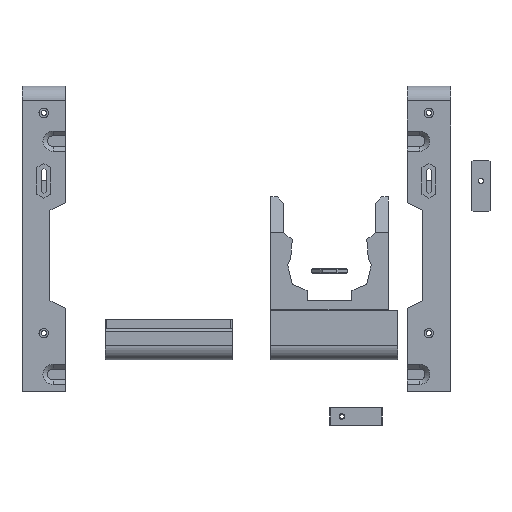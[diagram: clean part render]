
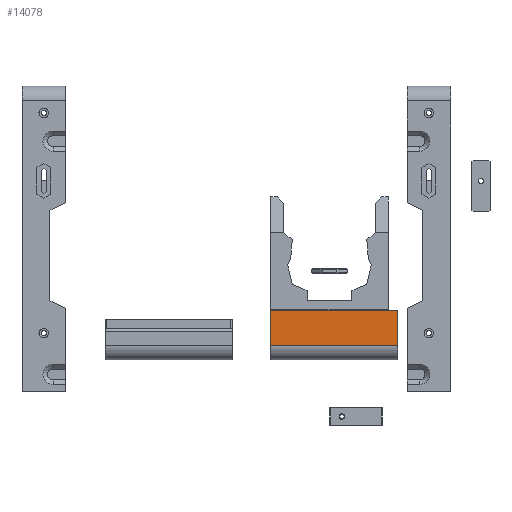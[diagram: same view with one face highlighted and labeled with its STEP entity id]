
A CAD part, front view. The second image highlights one B-rep face of the part: STEP entity #14078.
In plain terms, the highlighted planar face has unit normal (0, -1, 0).
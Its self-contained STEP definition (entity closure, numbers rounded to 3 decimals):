
#11434 = PLANE('',#11435);
#11435 = AXIS2_PLACEMENT_3D('',#11436,#11437,#11438);
#11436 = CARTESIAN_POINT('',(-38.,-12.349,
    -24.692));
#11437 = DIRECTION('',(1.,0.,0.));
#11438 = DIRECTION('',(0.,0.,1.));
#11462 = CYLINDRICAL_SURFACE('',#11463,9.5);
#11463 = AXIS2_PLACEMENT_3D('',#11464,#11465,#11466);
#11464 = CARTESIAN_POINT('',(-38.,-31.8,-26.233)
  );
#11465 = DIRECTION('',(-1.,0.,0.));
#11466 = DIRECTION('',(0.,-1.,0.));
#11490 = PLANE('',#11491);
#11491 = AXIS2_PLACEMENT_3D('',#11492,#11493,#11494);
#11492 = CARTESIAN_POINT('',(44.,-12.349,
    -24.692));
#11493 = DIRECTION('',(1.,0.,0.));
#11494 = DIRECTION('',(0.,0.,1.));
#11939 = VERTEX_POINT('',#11940);
#11940 = CARTESIAN_POINT('',(-38.,-41.3,-3.577)
  );
#11954 = PLANE('',#11955);
#11955 = AXIS2_PLACEMENT_3D('',#11956,#11957,#11958);
#11956 = CARTESIAN_POINT('',(-38.,-39.3,
    -3.577));
#11957 = DIRECTION('',(0.,0.,-1.));
#11958 = DIRECTION('',(0.,-1.,0.));
#11966 = EDGE_CURVE('',#11939,#11967,#11969,.T.);
#11967 = VERTEX_POINT('',#11968);
#11968 = CARTESIAN_POINT('',(-38.,-41.3,-26.233)
  );
#11969 = SURFACE_CURVE('',#11970,(#11974,#11981),.PCURVE_S1.);
#11970 = LINE('',#11971,#11972);
#11971 = CARTESIAN_POINT('',(-38.,-41.3,
    -3.577));
#11972 = VECTOR('',#11973,1.);
#11973 = DIRECTION('',(0.,0.,-1.));
#11974 = PCURVE('',#11434,#11975);
#11975 = DEFINITIONAL_REPRESENTATION('',(#11976),#11980);
#11976 = LINE('',#11977,#11978);
#11977 = CARTESIAN_POINT('',(21.115,28.951));
#11978 = VECTOR('',#11979,1.);
#11979 = DIRECTION('',(-1.,0.));
#11980 = ( GEOMETRIC_REPRESENTATION_CONTEXT(2) 
PARAMETRIC_REPRESENTATION_CONTEXT() REPRESENTATION_CONTEXT('2D SPACE',''
  ) );
#11981 = PCURVE('',#11982,#11987);
#11982 = PLANE('',#11983);
#11983 = AXIS2_PLACEMENT_3D('',#11984,#11985,#11986);
#11984 = CARTESIAN_POINT('',(-38.,-41.3,
    -3.577));
#11985 = DIRECTION('',(0.,1.,0.));
#11986 = DIRECTION('',(0.,0.,-1.));
#11987 = DEFINITIONAL_REPRESENTATION('',(#11988),#11992);
#11988 = LINE('',#11989,#11990);
#11989 = CARTESIAN_POINT('',(0.,0.));
#11990 = VECTOR('',#11991,1.);
#11991 = DIRECTION('',(1.,0.));
#11992 = ( GEOMETRIC_REPRESENTATION_CONTEXT(2) 
PARAMETRIC_REPRESENTATION_CONTEXT() REPRESENTATION_CONTEXT('2D SPACE',''
  ) );
#12269 = VERTEX_POINT('',#12270);
#12270 = CARTESIAN_POINT('',(44.,-41.3,
    -26.233));
#12378 = VERTEX_POINT('',#12379);
#12379 = CARTESIAN_POINT('',(44.,-41.3,
    -3.577));
#12400 = EDGE_CURVE('',#12378,#12269,#12401,.T.);
#12401 = SURFACE_CURVE('',#12402,(#12406,#12413),.PCURVE_S1.);
#12402 = LINE('',#12403,#12404);
#12403 = CARTESIAN_POINT('',(44.,-41.3,
    -3.577));
#12404 = VECTOR('',#12405,1.);
#12405 = DIRECTION('',(0.,0.,-1.));
#12406 = PCURVE('',#11490,#12407);
#12407 = DEFINITIONAL_REPRESENTATION('',(#12408),#12412);
#12408 = LINE('',#12409,#12410);
#12409 = CARTESIAN_POINT('',(21.115,28.951));
#12410 = VECTOR('',#12411,1.);
#12411 = DIRECTION('',(-1.,0.));
#12412 = ( GEOMETRIC_REPRESENTATION_CONTEXT(2) 
PARAMETRIC_REPRESENTATION_CONTEXT() REPRESENTATION_CONTEXT('2D SPACE',''
  ) );
#12413 = PCURVE('',#11982,#12414);
#12414 = DEFINITIONAL_REPRESENTATION('',(#12415),#12419);
#12415 = LINE('',#12416,#12417);
#12416 = CARTESIAN_POINT('',(0.,-82.));
#12417 = VECTOR('',#12418,1.);
#12418 = DIRECTION('',(1.,0.));
#12419 = ( GEOMETRIC_REPRESENTATION_CONTEXT(2) 
PARAMETRIC_REPRESENTATION_CONTEXT() REPRESENTATION_CONTEXT('2D SPACE',''
  ) );
#12426 = EDGE_CURVE('',#11967,#12269,#12427,.T.);
#12427 = SURFACE_CURVE('',#12428,(#12432,#12439),.PCURVE_S1.);
#12428 = LINE('',#12429,#12430);
#12429 = CARTESIAN_POINT('',(-38.,-41.3,-26.233)
  );
#12430 = VECTOR('',#12431,1.);
#12431 = DIRECTION('',(1.,0.,0.));
#12432 = PCURVE('',#11462,#12433);
#12433 = DEFINITIONAL_REPRESENTATION('',(#12434),#12438);
#12434 = LINE('',#12435,#12436);
#12435 = CARTESIAN_POINT('',(6.283,0.));
#12436 = VECTOR('',#12437,1.);
#12437 = DIRECTION('',(0.,-1.));
#12438 = ( GEOMETRIC_REPRESENTATION_CONTEXT(2) 
PARAMETRIC_REPRESENTATION_CONTEXT() REPRESENTATION_CONTEXT('2D SPACE',''
  ) );
#12439 = PCURVE('',#11982,#12440);
#12440 = DEFINITIONAL_REPRESENTATION('',(#12441),#12445);
#12441 = LINE('',#12442,#12443);
#12442 = CARTESIAN_POINT('',(22.656,0.));
#12443 = VECTOR('',#12444,1.);
#12444 = DIRECTION('',(0.,-1.));
#12445 = ( GEOMETRIC_REPRESENTATION_CONTEXT(2) 
PARAMETRIC_REPRESENTATION_CONTEXT() REPRESENTATION_CONTEXT('2D SPACE',''
  ) );
#14057 = EDGE_CURVE('',#11939,#12378,#14058,.T.);
#14058 = SURFACE_CURVE('',#14059,(#14063,#14070),.PCURVE_S1.);
#14059 = LINE('',#14060,#14061);
#14060 = CARTESIAN_POINT('',(-38.,-41.3,
    -3.577));
#14061 = VECTOR('',#14062,1.);
#14062 = DIRECTION('',(1.,0.,0.));
#14063 = PCURVE('',#11954,#14064);
#14064 = DEFINITIONAL_REPRESENTATION('',(#14065),#14069);
#14065 = LINE('',#14066,#14067);
#14066 = CARTESIAN_POINT('',(2.,0.));
#14067 = VECTOR('',#14068,1.);
#14068 = DIRECTION('',(0.,-1.));
#14069 = ( GEOMETRIC_REPRESENTATION_CONTEXT(2) 
PARAMETRIC_REPRESENTATION_CONTEXT() REPRESENTATION_CONTEXT('2D SPACE',''
  ) );
#14070 = PCURVE('',#11982,#14071);
#14071 = DEFINITIONAL_REPRESENTATION('',(#14072),#14076);
#14072 = LINE('',#14073,#14074);
#14073 = CARTESIAN_POINT('',(-0.,0.));
#14074 = VECTOR('',#14075,1.);
#14075 = DIRECTION('',(0.,-1.));
#14076 = ( GEOMETRIC_REPRESENTATION_CONTEXT(2) 
PARAMETRIC_REPRESENTATION_CONTEXT() REPRESENTATION_CONTEXT('2D SPACE',''
  ) );
#14078 = ADVANCED_FACE('',(#14079),#11982,.F.);
#14079 = FACE_BOUND('',#14080,.F.);
#14080 = EDGE_LOOP('',(#14081,#14082,#14083,#14084));
#14081 = ORIENTED_EDGE('',*,*,#14057,.T.);
#14082 = ORIENTED_EDGE('',*,*,#12400,.T.);
#14083 = ORIENTED_EDGE('',*,*,#12426,.F.);
#14084 = ORIENTED_EDGE('',*,*,#11966,.F.);
